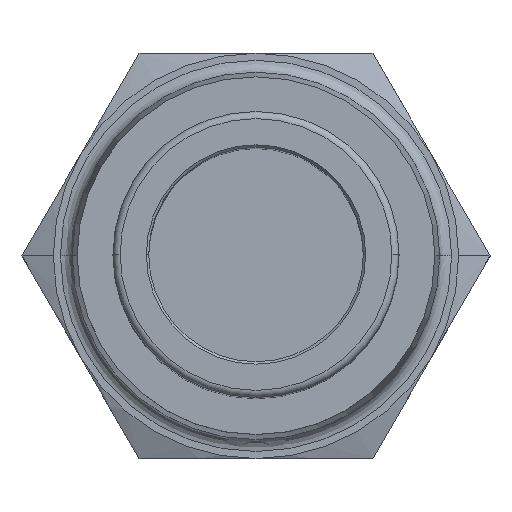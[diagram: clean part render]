
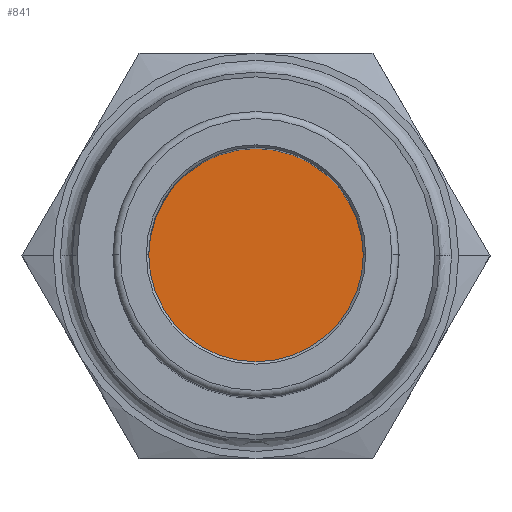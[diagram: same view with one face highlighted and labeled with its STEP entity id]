
A CAD part, top view. The second image highlights one B-rep face of the part: STEP entity #841.
In plain terms, the highlighted planar face has unit normal (0, 0, 1).
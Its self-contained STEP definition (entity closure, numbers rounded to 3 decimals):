
#183=CARTESIAN_POINT('',(4.5,0.,-11.3));
#184=VERTEX_POINT('',#183);
#193=CARTESIAN_POINT('',(-4.5,0.,-11.3));
#194=VERTEX_POINT('',#193);
#195=CARTESIAN_POINT('',(0.,0.0,-11.3));
#196=DIRECTION('',(0.0,0.0,1.0));
#197=DIRECTION('',(1.0,0.0,0.0));
#198=AXIS2_PLACEMENT_3D('',#195,#196,#197);
#199=CIRCLE('',#198,4.5);
#200=EDGE_CURVE('',#194,#184,#199,.T.);
#826=CARTESIAN_POINT('',(3.75,0.,-11.3));
#827=DIRECTION('',(0.0,0.0,1.0));
#828=DIRECTION('',(1.0,0.0,0.0));
#829=AXIS2_PLACEMENT_3D('',#826,#827,#828);
#830=PLANE('',#829);
#831=ORIENTED_EDGE('',*,*,#200,.T.);
#832=CARTESIAN_POINT('',(0.,0.0,-11.3));
#833=DIRECTION('',(0.0,0.0,1.0));
#834=DIRECTION('',(1.0,0.0,0.0));
#835=AXIS2_PLACEMENT_3D('',#832,#833,#834);
#836=CIRCLE('',#835,4.5);
#837=EDGE_CURVE('',#184,#194,#836,.T.);
#838=ORIENTED_EDGE('',*,*,#837,.T.);
#839=EDGE_LOOP('',(#831,#838));
#840=FACE_OUTER_BOUND('',#839,.T.);
#841=ADVANCED_FACE('',(#840),#830,.T.);
